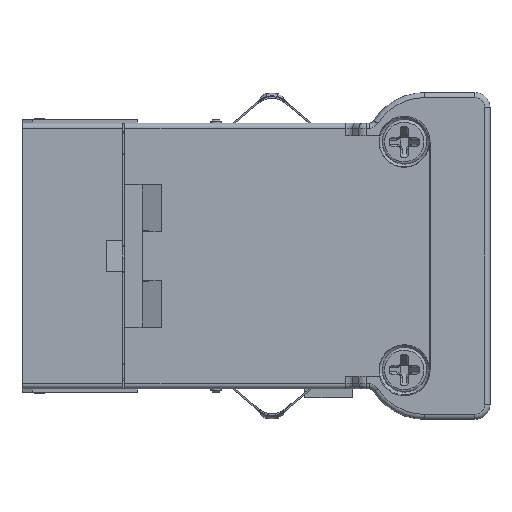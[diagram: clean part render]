
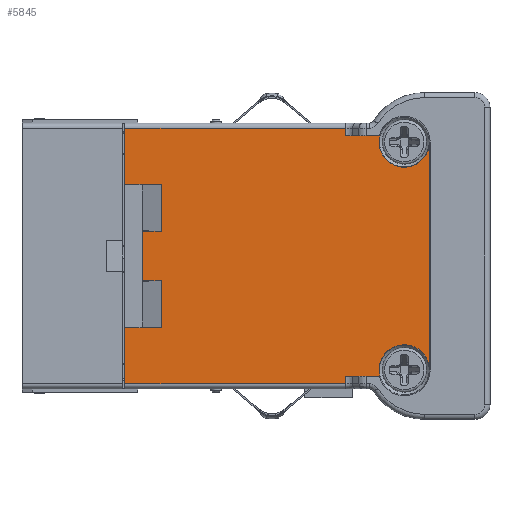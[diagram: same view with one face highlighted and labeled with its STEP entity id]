
A CAD part, left-side view. The second image highlights one B-rep face of the part: STEP entity #5845.
In plain terms, the highlighted planar face has unit normal (-1, 0, 0).
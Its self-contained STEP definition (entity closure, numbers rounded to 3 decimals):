
#509=PLANE('',#19666);
#1276=LINE('',#28765,#3265);
#1277=LINE('',#28779,#3266);
#1280=LINE('',#28788,#3269);
#1282=LINE('',#28792,#3271);
#1284=LINE('',#28796,#3273);
#1287=LINE('',#28802,#3276);
#1289=LINE('',#28806,#3278);
#1292=LINE('',#28812,#3281);
#1293=LINE('',#28821,#3282);
#1295=LINE('',#28832,#3284);
#1312=LINE('',#28957,#3301);
#1314=LINE('',#28963,#3303);
#1320=LINE('',#28975,#3309);
#1321=LINE('',#28977,#3310);
#1322=LINE('',#28978,#3311);
#1323=LINE('',#28980,#3312);
#3265=VECTOR('',#21418,1.);
#3266=VECTOR('',#21421,1.);
#3269=VECTOR('',#21428,1.);
#3271=VECTOR('',#21432,1.);
#3273=VECTOR('',#21436,1.);
#3276=VECTOR('',#21441,1.);
#3278=VECTOR('',#21445,1.);
#3281=VECTOR('',#21450,1.);
#3282=VECTOR('',#21455,1.);
#3284=VECTOR('',#21459,1.);
#3301=VECTOR('',#21572,1.);
#3303=VECTOR('',#21578,1.);
#3309=VECTOR('',#21588,1.);
#3310=VECTOR('',#21591,1.);
#3311=VECTOR('',#21592,1.);
#3312=VECTOR('',#21593,1.);
#5366=CIRCLE('',#19632,2.5);
#5384=CIRCLE('',#19665,2.5);
#5845=ADVANCED_FACE('',(#6943),#509,.T.);
#6943=FACE_OUTER_BOUND('',#7950,.T.);
#7950=EDGE_LOOP('',(#9477,#9478,#9479,#9480,#9481,#9482,#9483,#9484,#9485,
#9486,#9487,#9488,#9489,#9490,#9491,#9492,#9493,#9494));
#9477=ORIENTED_EDGE('',*,*,#16676,.T.);
#9478=ORIENTED_EDGE('',*,*,#16693,.F.);
#9479=ORIENTED_EDGE('',*,*,#16673,.F.);
#9480=ORIENTED_EDGE('',*,*,#16670,.T.);
#9481=ORIENTED_EDGE('',*,*,#16723,.T.);
#9482=ORIENTED_EDGE('',*,*,#16733,.F.);
#9483=ORIENTED_EDGE('',*,*,#16726,.T.);
#9484=ORIENTED_EDGE('',*,*,#16667,.T.);
#9485=ORIENTED_EDGE('',*,*,#16665,.T.);
#9486=ORIENTED_EDGE('',*,*,#16662,.T.);
#9487=ORIENTED_EDGE('',*,*,#16660,.T.);
#9488=ORIENTED_EDGE('',*,*,#16658,.T.);
#9489=ORIENTED_EDGE('',*,*,#16732,.F.);
#9490=ORIENTED_EDGE('',*,*,#16734,.F.);
#9491=ORIENTED_EDGE('',*,*,#16735,.F.);
#9492=ORIENTED_EDGE('',*,*,#16654,.T.);
#9493=ORIENTED_EDGE('',*,*,#16651,.F.);
#9494=ORIENTED_EDGE('',*,*,#16736,.T.);
#14830=VERTEX_POINT('',#28766);
#14831=VERTEX_POINT('',#28767);
#14832=VERTEX_POINT('',#28780);
#14835=VERTEX_POINT('',#28787);
#14836=VERTEX_POINT('',#28789);
#14837=VERTEX_POINT('',#28793);
#14838=VERTEX_POINT('',#28797);
#14840=VERTEX_POINT('',#28803);
#14841=VERTEX_POINT('',#28807);
#14843=VERTEX_POINT('',#28813);
#14844=VERTEX_POINT('',#28814);
#14845=VERTEX_POINT('',#28822);
#14846=VERTEX_POINT('',#28831);
#14847=VERTEX_POINT('',#28833);
#14875=VERTEX_POINT('',#28958);
#14877=VERTEX_POINT('',#28964);
#14880=VERTEX_POINT('',#28974);
#14881=VERTEX_POINT('',#28979);
#16651=EDGE_CURVE('',#14830,#14831,#1276,.T.);
#16654=EDGE_CURVE('',#14832,#14831,#1277,.T.);
#16658=EDGE_CURVE('',#14836,#14835,#1280,.T.);
#16660=EDGE_CURVE('',#14837,#14836,#1282,.T.);
#16662=EDGE_CURVE('',#14838,#14837,#1284,.T.);
#16665=EDGE_CURVE('',#14840,#14838,#1287,.T.);
#16667=EDGE_CURVE('',#14841,#14840,#1289,.T.);
#16670=EDGE_CURVE('',#14843,#14844,#1292,.T.);
#16673=EDGE_CURVE('',#14843,#14845,#1293,.T.);
#16676=EDGE_CURVE('',#14847,#14846,#1295,.T.);
#16693=EDGE_CURVE('',#14845,#14846,#5366,.T.);
#16723=EDGE_CURVE('',#14844,#14875,#1312,.T.);
#16726=EDGE_CURVE('',#14877,#14841,#1314,.T.);
#16732=EDGE_CURVE('',#14880,#14835,#1320,.T.);
#16733=EDGE_CURVE('',#14877,#14875,#1321,.T.);
#16734=EDGE_CURVE('',#14881,#14880,#1322,.T.);
#16735=EDGE_CURVE('',#14832,#14881,#1323,.T.);
#16736=EDGE_CURVE('',#14830,#14847,#5384,.T.);
#19632=AXIS2_PLACEMENT_3D('',#28866,#21503,#21504);
#19665=AXIS2_PLACEMENT_3D('',#28981,#21594,#21595);
#19666=AXIS2_PLACEMENT_3D('',#28982,#21596,#21597);
#21418=DIRECTION('',(0.,1.,0.));
#21421=DIRECTION('',(0.,0.,1.));
#21428=DIRECTION('',(0.,0.,-1.));
#21432=DIRECTION('',(0.,-1.,0.));
#21436=DIRECTION('',(0.,0.,-1.));
#21441=DIRECTION('',(0.,1.,0.));
#21445=DIRECTION('',(0.,0.,-1.));
#21450=DIRECTION('',(0.,0.,1.));
#21455=DIRECTION('',(0.,-1.,0.));
#21459=DIRECTION('',(0.,0.,1.));
#21503=DIRECTION('',(-1.,0.,0.));
#21504=DIRECTION('',(0.,0.,-1.));
#21572=DIRECTION('',(0.,1.,0.));
#21578=DIRECTION('',(0.,-1.,0.));
#21588=DIRECTION('',(0.,-1.,0.));
#21591=DIRECTION('',(0.,0.,1.));
#21592=DIRECTION('',(0.,0.,1.));
#21593=DIRECTION('',(0.,1.,0.));
#21594=DIRECTION('',(1.,0.,0.));
#21595=DIRECTION('',(0.,0.,1.));
#21596=DIRECTION('',(-1.,0.,0.));
#21597=DIRECTION('',(0.,0.,1.));
#28765=CARTESIAN_POINT('',(-5.65,-20.373,-12.05));
#28766=CARTESIAN_POINT('',(-5.65,-20.373,-12.05));
#28767=CARTESIAN_POINT('',(-5.65,-16.986,-12.05));
#28779=CARTESIAN_POINT('',(-5.65,-16.986,-12.825));
#28780=CARTESIAN_POINT('',(-5.65,-16.986,-12.825));
#28787=CARTESIAN_POINT('',(-5.65,1.3,-7.261));
#28788=CARTESIAN_POINT('',(-5.65,1.3,-2.589));
#28789=CARTESIAN_POINT('',(-5.65,1.3,-2.589));
#28792=CARTESIAN_POINT('',(-5.65,3.139,-2.589));
#28793=CARTESIAN_POINT('',(-5.65,3.139,-2.589));
#28796=CARTESIAN_POINT('',(-5.65,3.139,2.289));
#28797=CARTESIAN_POINT('',(-5.65,3.139,2.289));
#28802=CARTESIAN_POINT('',(-5.65,1.3,2.289));
#28803=CARTESIAN_POINT('',(-5.65,1.3,2.289));
#28806=CARTESIAN_POINT('',(-5.65,1.3,6.961));
#28807=CARTESIAN_POINT('',(-5.65,1.3,6.961));
#28812=CARTESIAN_POINT('',(-5.65,-16.986,11.75));
#28813=CARTESIAN_POINT('',(-5.65,-16.986,11.75));
#28814=CARTESIAN_POINT('',(-5.65,-16.986,12.525));
#28821=CARTESIAN_POINT('',(-5.65,-16.986,11.75));
#28822=CARTESIAN_POINT('',(-5.65,-20.373,11.75));
#28831=CARTESIAN_POINT('',(-5.65,-25.3,11.15));
#28832=CARTESIAN_POINT('',(-5.65,-25.3,-11.45));
#28833=CARTESIAN_POINT('',(-5.65,-25.3,-11.45));
#28866=CARTESIAN_POINT('',(-5.65,-22.8,11.15));
#28957=CARTESIAN_POINT('',(-5.65,-16.986,12.525));
#28958=CARTESIAN_POINT('',(-5.65,4.9,12.525));
#28963=CARTESIAN_POINT('',(-5.65,4.9,6.961));
#28964=CARTESIAN_POINT('',(-5.65,4.9,6.961));
#28974=CARTESIAN_POINT('',(-5.65,4.9,-7.261));
#28975=CARTESIAN_POINT('',(-5.65,4.9,-7.261));
#28977=CARTESIAN_POINT('',(-5.65,4.9,6.961));
#28978=CARTESIAN_POINT('',(-5.65,4.9,-12.825));
#28979=CARTESIAN_POINT('',(-5.65,4.9,-12.825));
#28980=CARTESIAN_POINT('',(-5.65,-16.986,-12.825));
#28981=CARTESIAN_POINT('',(-5.65,-22.8,-11.45));
#28982=CARTESIAN_POINT('',(-5.65,-22.096,-14.743));
